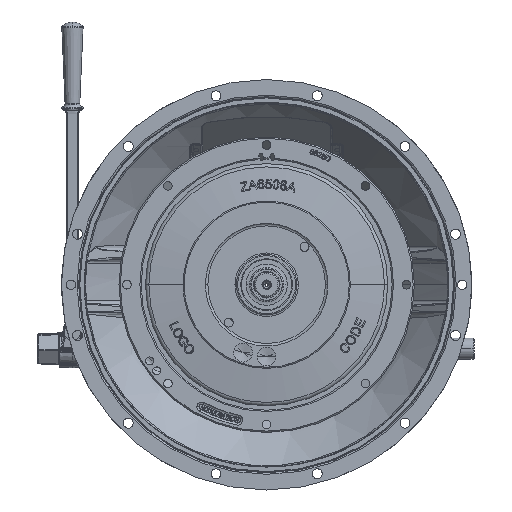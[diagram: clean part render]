
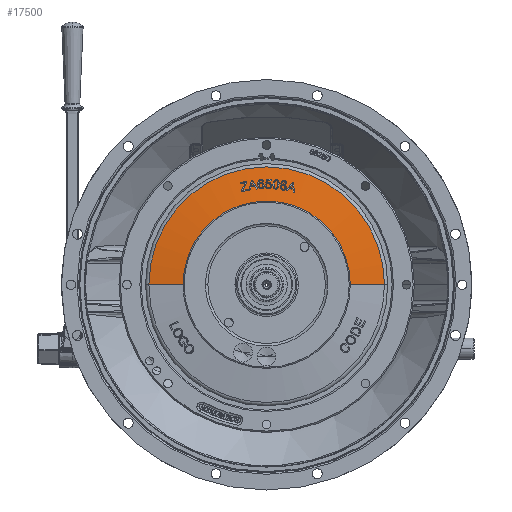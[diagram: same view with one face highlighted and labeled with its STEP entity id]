
A CAD part, top view. The second image highlights one B-rep face of the part: STEP entity #17500.
In plain terms, the highlighted conical face has half-angle 82.418 degrees and reference radius 140.507 mm.
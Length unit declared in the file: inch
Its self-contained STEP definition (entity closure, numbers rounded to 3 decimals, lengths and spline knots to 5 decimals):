
#8324 = AXIS2_PLACEMENT_3D ( 'NONE', #105689, #105680, #105644 ) ;
#17500 = ADVANCED_FACE ( 'NONE', ( #31844 ), #31994, .T. ) ;
#31844 = FACE_OUTER_BOUND ( 'NONE', #38423, .T. ) ;
#31994 = CONICAL_SURFACE ( 'NONE', #8324, 5.53179, 1.438 ) ;
#35079 = CARTESIAN_POINT ( 'NONE',  ( -5.53179, 0., 0.30991 ) ) ;
#35080 = DIRECTION ( 'NONE',  ( -0.991, 0., -0.132 ) ) ;
#35154 = CARTESIAN_POINT ( 'NONE',  ( 0., 0., 0.52316 ) ) ;
#35160 = DIRECTION ( 'NONE',  ( 0., 0., 1. ) ) ;
#35161 = DIRECTION ( 'NONE',  ( 1., 0., 0. ) ) ;
#35178 = CARTESIAN_POINT ( 'NONE',  ( 5.53179, 0., 0.30991 ) ) ;
#35179 = DIRECTION ( 'NONE',  ( 0.991, 0., -0.132 ) ) ;
#35189 = CARTESIAN_POINT ( 'NONE',  ( 0., 0., 0.30991 ) ) ;
#35199 = DIRECTION ( 'NONE',  ( 0., 0., 1. ) ) ;
#35200 = DIRECTION ( 'NONE',  ( 1., 0., 0. ) ) ;
#35939 = VECTOR ( 'NONE', #35080, 39.37008 ) ;
#35942 = LINE ( 'NONE', #35079, #35939 ) ;
#36023 = CIRCLE ( 'NONE', #38318, 3.92981 ) ;
#36026 = LINE ( 'NONE', #35178, #36029 ) ;
#36029 = VECTOR ( 'NONE', #35179, 39.37008 ) ;
#36055 = CIRCLE ( 'NONE', #38355, 5.53179 ) ;
#38318 = AXIS2_PLACEMENT_3D ( 'NONE', #35154, #35160, #35161 ) ;
#38355 = AXIS2_PLACEMENT_3D ( 'NONE', #35189, #35199, #35200 ) ;
#38423 = EDGE_LOOP ( 'NONE', ( #126700, #126707, #126778, #126745 ) ) ;
#53591 = CARTESIAN_POINT ( 'NONE',  ( -5.53179, 0., 0.30991 ) ) ;
#53604 = CARTESIAN_POINT ( 'NONE',  ( -3.92981, 0., 0.52316 ) ) ;
#53606 = CARTESIAN_POINT ( 'NONE',  ( 5.53179, 0., 0.30991 ) ) ;
#53611 = CARTESIAN_POINT ( 'NONE',  ( 3.92981, 0., 0.52316 ) ) ;
#71291 = VERTEX_POINT ( 'NONE', #53591 ) ;
#71293 = VERTEX_POINT ( 'NONE', #53606 ) ;
#71296 = VERTEX_POINT ( 'NONE', #53611 ) ;
#71299 = VERTEX_POINT ( 'NONE', #53604 ) ;
#85315 = EDGE_CURVE ( 'NONE', #71299, #71291, #35942, .T. ) ;
#85362 = EDGE_CURVE ( 'NONE', #71296, #71299, #36023, .T. ) ;
#85373 = EDGE_CURVE ( 'NONE', #71296, #71293, #36026, .T. ) ;
#85383 = EDGE_CURVE ( 'NONE', #71293, #71291, #36055, .T. ) ;
#105644 = DIRECTION ( 'NONE',  ( -1., 0., 0. ) ) ;
#105680 = DIRECTION ( 'NONE',  ( 0., 0., -1. ) ) ;
#105689 = CARTESIAN_POINT ( 'NONE',  ( 0., 0., 0.30991 ) ) ;
#126700 = ORIENTED_EDGE ( 'NONE', *, *, #85362, .F. ) ;
#126707 = ORIENTED_EDGE ( 'NONE', *, *, #85373, .T. ) ;
#126745 = ORIENTED_EDGE ( 'NONE', *, *, #85315, .F. ) ;
#126778 = ORIENTED_EDGE ( 'NONE', *, *, #85383, .T. ) ;
